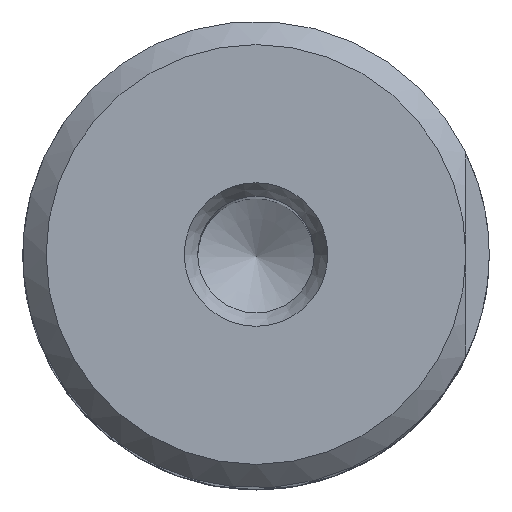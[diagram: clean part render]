
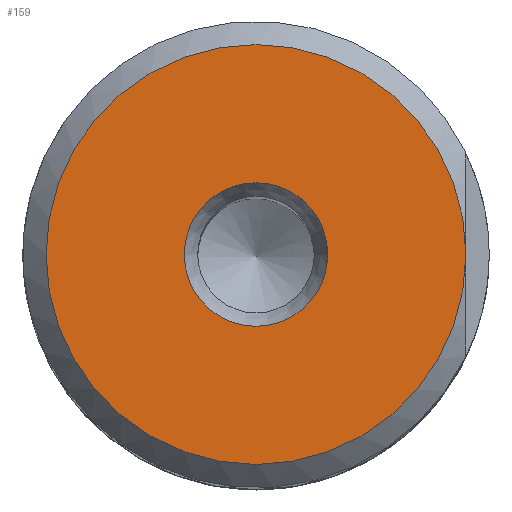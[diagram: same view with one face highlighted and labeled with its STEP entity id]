
A CAD part, top view. The second image highlights one B-rep face of the part: STEP entity #159.
In plain terms, the highlighted planar face has unit normal (0, 0, 1).
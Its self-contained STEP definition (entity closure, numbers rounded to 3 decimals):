
#41=PLANE('',#913);
#159=ADVANCED_FACE('',(#375,#376),#41,.T.);
#375=FACE_BOUND('',#489,.T.);
#376=FACE_BOUND('',#490,.T.);
#489=EDGE_LOOP('',(#617));
#490=EDGE_LOOP('',(#618));
#617=ORIENTED_EDGE('',*,*,#754,.T.);
#618=ORIENTED_EDGE('',*,*,#779,.F.);
#688=VERTEX_POINT('',#1698);
#713=VERTEX_POINT('',#1763);
#754=EDGE_CURVE('',#688,#688,#820,.T.);
#779=EDGE_CURVE('',#713,#713,#837,.T.);
#820=CIRCLE('',#880,18.);
#837=CIRCLE('',#911,6.155);
#880=AXIS2_PLACEMENT_3D('',#1699,#1043,#1044);
#911=AXIS2_PLACEMENT_3D('',#1762,#1109,#1110);
#913=AXIS2_PLACEMENT_3D('',#1765,#1113,#1114);
#1043=DIRECTION('',(0.,0.,1.));
#1044=DIRECTION('',(1.,0.,0.));
#1109=DIRECTION('',(0.,0.,1.));
#1110=DIRECTION('',(1.,0.,0.));
#1113=DIRECTION('',(0.,0.,1.));
#1114=DIRECTION('',(1.,0.,0.));
#1698=CARTESIAN_POINT('',(18.,0.,70.));
#1699=CARTESIAN_POINT('',(0.,0.,70.));
#1762=CARTESIAN_POINT('',(0.,0.,70.));
#1763=CARTESIAN_POINT('',(6.155,0.,70.));
#1765=CARTESIAN_POINT('',(6.155,0.,70.));
